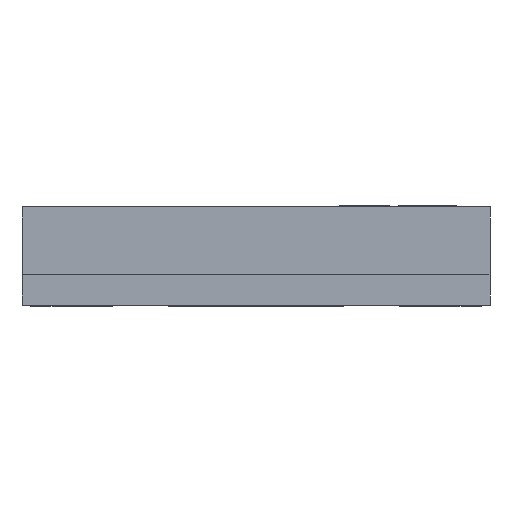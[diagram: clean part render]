
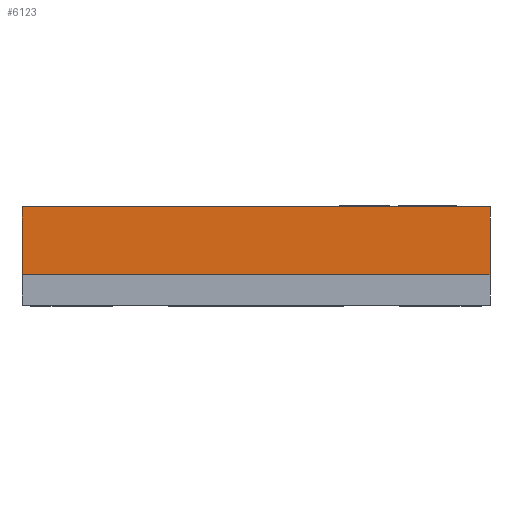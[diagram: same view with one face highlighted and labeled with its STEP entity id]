
A CAD part, front view. The second image highlights one B-rep face of the part: STEP entity #6123.
In plain terms, the highlighted planar face has unit normal (0, -1, 0).
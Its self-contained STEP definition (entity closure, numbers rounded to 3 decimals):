
#162 = VERTEX_POINT ( 'NONE', #3511 ) ;
#859 = EDGE_CURVE ( 'NONE', #3633, #7143, #9966, .T. ) ;
#1550 = CARTESIAN_POINT ( 'NONE',  ( 2., -3.4, 0.84 ) ) ;
#2353 = LINE ( 'NONE', #5821, #14892 ) ;
#2979 = ORIENTED_EDGE ( 'NONE', *, *, #14750, .F. ) ;
#3001 = ORIENTED_EDGE ( 'NONE', *, *, #859, .T. ) ;
#3511 = CARTESIAN_POINT ( 'NONE',  ( 2., -3.4, 0.26 ) ) ;
#3633 = VERTEX_POINT ( 'NONE', #11102 ) ;
#3738 = ORIENTED_EDGE ( 'NONE', *, *, #12608, .T. ) ;
#3809 = CARTESIAN_POINT ( 'NONE',  ( -2., -3.4, 0.26 ) ) ;
#5175 = FACE_OUTER_BOUND ( 'NONE', #5721, .T. ) ;
#5669 = DIRECTION ( 'NONE',  ( 1., 0., 0. ) ) ;
#5721 = EDGE_LOOP ( 'NONE', ( #3738, #2979, #7312, #3001 ) ) ;
#5821 = CARTESIAN_POINT ( 'NONE',  ( -2., -3.4, 0.26 ) ) ;
#5903 = VERTEX_POINT ( 'NONE', #1550 ) ;
#6123 = ADVANCED_FACE ( 'NONE', ( #5175 ), #13384, .F. ) ;
#6591 = DIRECTION ( 'NONE',  ( 0., 0., -1. ) ) ;
#6997 = CARTESIAN_POINT ( 'NONE',  ( -2., -3.4, 0.84 ) ) ;
#7143 = VERTEX_POINT ( 'NONE', #3809 ) ;
#7163 = AXIS2_PLACEMENT_3D ( 'NONE', #8725, #7527, #12297 ) ;
#7312 = ORIENTED_EDGE ( 'NONE', *, *, #13434, .F. ) ;
#7527 = DIRECTION ( 'NONE',  ( 0., 1., 0. ) ) ;
#8066 = CARTESIAN_POINT ( 'NONE',  ( 2., -3.4, 0.84 ) ) ;
#8725 = CARTESIAN_POINT ( 'NONE',  ( -2., -3.4, 0.84 ) ) ;
#8908 = VECTOR ( 'NONE', #5669, 1000. ) ;
#9103 = DIRECTION ( 'NONE',  ( 0., 0., -1. ) ) ;
#9263 = LINE ( 'NONE', #8066, #14931 ) ;
#9966 = LINE ( 'NONE', #12610, #14374 ) ;
#10576 = DIRECTION ( 'NONE',  ( 1., 0., 0. ) ) ;
#11102 = CARTESIAN_POINT ( 'NONE',  ( -2., -3.4, 0.84 ) ) ;
#12297 = DIRECTION ( 'NONE',  ( 0., 0., 1. ) ) ;
#12608 = EDGE_CURVE ( 'NONE', #7143, #162, #2353, .T. ) ;
#12610 = CARTESIAN_POINT ( 'NONE',  ( -2., -3.4, 0.84 ) ) ;
#12788 = LINE ( 'NONE', #6997, #8908 ) ;
#13384 = PLANE ( 'NONE',  #7163 ) ;
#13434 = EDGE_CURVE ( 'NONE', #3633, #5903, #12788, .T. ) ;
#14374 = VECTOR ( 'NONE', #6591, 1000. ) ;
#14750 = EDGE_CURVE ( 'NONE', #5903, #162, #9263, .T. ) ;
#14892 = VECTOR ( 'NONE', #10576, 1000. ) ;
#14931 = VECTOR ( 'NONE', #9103, 1000. ) ;
